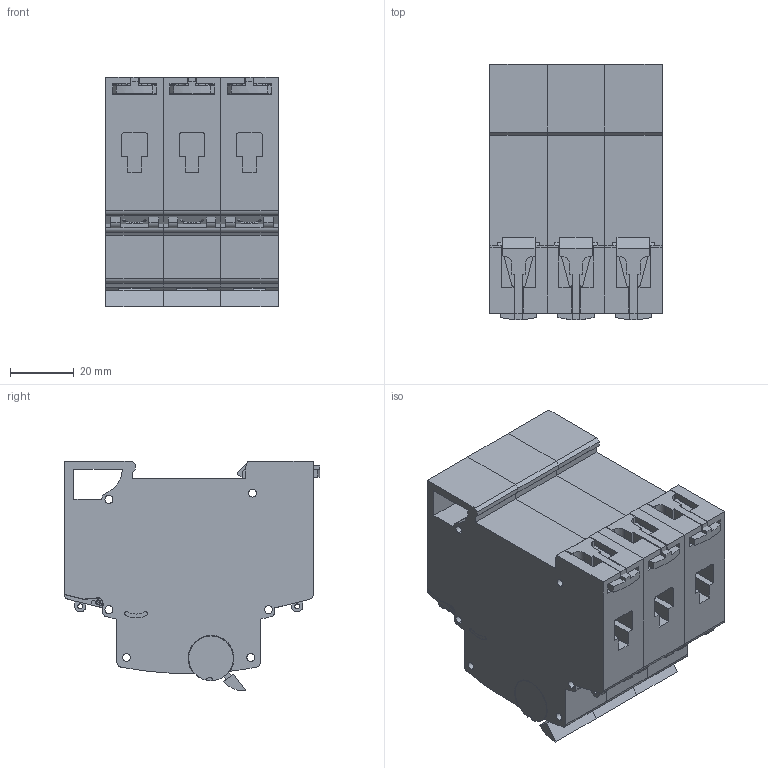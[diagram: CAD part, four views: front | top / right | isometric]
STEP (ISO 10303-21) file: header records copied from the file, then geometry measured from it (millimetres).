
FILE_DESCRIPTION (( 'STEP AP203' ), '1' );
FILE_NAME ('臍 47-63 3P EKF PROxima.STEP', '2016-11-11T13:18:18', ( '' ), ( '' ), 'SwSTEP 2.0', 'SolidWorks 2014', '' );
FILE_SCHEMA (( 'CONFIG_CONTROL_DESIGN' ));
Length unit declared in the file: millimetre
Products named in the file (4): 臍 47-63 3P EKF PROxima; 臍 47-63 EKF PROxima; 櫻蠉錪2; 櫻蠉錪1
Assembly tree (9 placements, depth 2):
  臍 47-63 3P EKF PROxima
    臍 47-63 EKF PROxima  x3
    櫻蠉錪2  x3
    櫻蠉錪1  x3
Bounding box: 54 x 80.06 x 72 mm (x, y, z)
Volume: 217682.6 mm3; surface area: 55181.1 mm2
Topology: 9 solids, 9 shells, 876 faces, 2439 edges, 1602 vertices
Faces by surface type: plane 573, cylinder 303
Entity records: 10017 total; most frequent: DIRECTION 1655, CARTESIAN_POINT 1651, ORIENTED_EDGE 1626, EDGE_CURVE 813, LINE 579, VECTOR 579, AXIS2_PLACEMENT_3D 538, VERTEX_POINT 534
